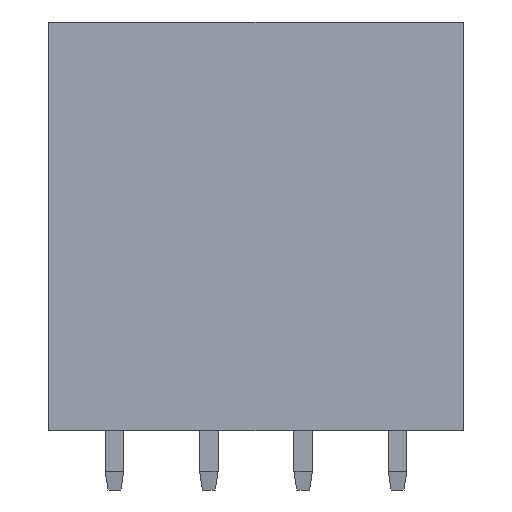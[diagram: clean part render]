
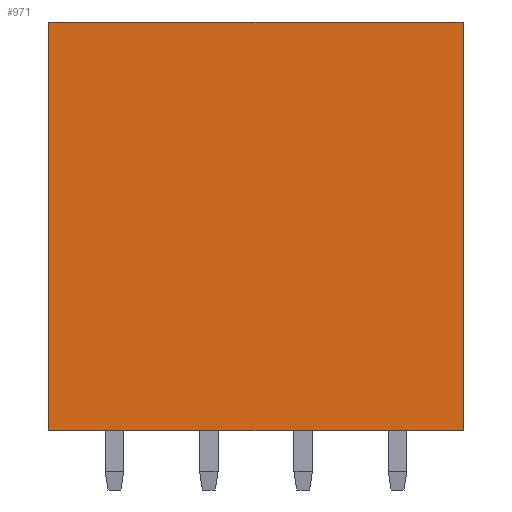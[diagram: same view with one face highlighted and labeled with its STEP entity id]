
A CAD part, front view. The second image highlights one B-rep face of the part: STEP entity #971.
In plain terms, the highlighted planar face has unit normal (0, -1, 0).
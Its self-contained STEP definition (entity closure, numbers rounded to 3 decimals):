
#944=AXIS2_PLACEMENT_3D('Plane Axis2P3D',#941,#942,#943) ;
#98=CARTESIAN_POINT('Vertex',(0.,0.,3.2)) ;
#101=CARTESIAN_POINT('Line Origine',(0.,0.,14.2)) ;
#105=CARTESIAN_POINT('Vertex',(0.,0.,25.2)) ;
#941=CARTESIAN_POINT('Axis2P3D Location',(1.,0.,25.2)) ;
#946=CARTESIAN_POINT('Line Origine',(22.32,0.,14.2)) ;
#950=CARTESIAN_POINT('Vertex',(22.32,0.,3.2)) ;
#952=CARTESIAN_POINT('Vertex',(22.32,0.,25.2)) ;
#955=CARTESIAN_POINT('Line Origine',(11.16,0.,25.2)) ;
#960=CARTESIAN_POINT('Line Origine',(11.16,0.,3.2)) ;
#102=DIRECTION('Vector Direction',(0.,0.,-1.)) ;
#942=DIRECTION('Axis2P3D Direction',(0.,-1.,0.)) ;
#943=DIRECTION('Axis2P3D XDirection',(0.,0.,-1.)) ;
#947=DIRECTION('Vector Direction',(0.,0.,-1.)) ;
#956=DIRECTION('Vector Direction',(1.,0.,0.)) ;
#961=DIRECTION('Vector Direction',(1.,0.,0.)) ;
#103=VECTOR('Line Direction',#102,1.) ;
#948=VECTOR('Line Direction',#947,1.) ;
#957=VECTOR('Line Direction',#956,1.) ;
#962=VECTOR('Line Direction',#961,1.) ;
#966=ORIENTED_EDGE('',*,*,#954,.T.) ;
#967=ORIENTED_EDGE('',*,*,#959,.T.) ;
#968=ORIENTED_EDGE('',*,*,#107,.F.) ;
#969=ORIENTED_EDGE('',*,*,#964,.F.) ;
#971=ADVANCED_FACE('Housing',(#970),#945,.T.) ;
#107=EDGE_CURVE('',#99,#106,#104,.F.) ;
#954=EDGE_CURVE('',#951,#953,#949,.F.) ;
#959=EDGE_CURVE('',#953,#106,#958,.F.) ;
#964=EDGE_CURVE('',#951,#99,#963,.F.) ;
#965=EDGE_LOOP('',(#966,#967,#968,#969)) ;
#970=FACE_OUTER_BOUND('',#965,.T.) ;
#104=LINE('Line',#101,#103) ;
#949=LINE('Line',#946,#948) ;
#958=LINE('Line',#955,#957) ;
#963=LINE('Line',#960,#962) ;
#945=PLANE('',#944) ;
#99=VERTEX_POINT('',#98) ;
#106=VERTEX_POINT('',#105) ;
#951=VERTEX_POINT('',#950) ;
#953=VERTEX_POINT('',#952) ;
